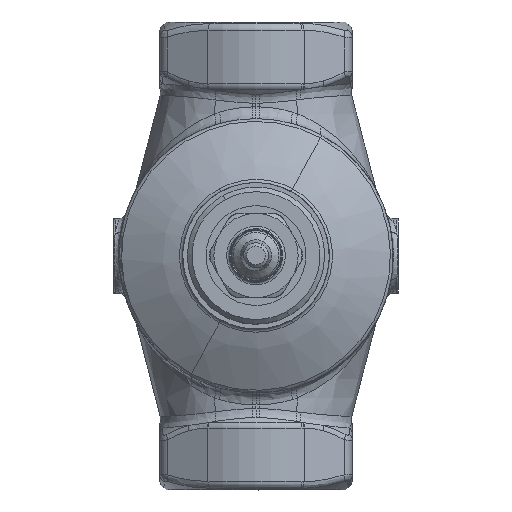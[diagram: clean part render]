
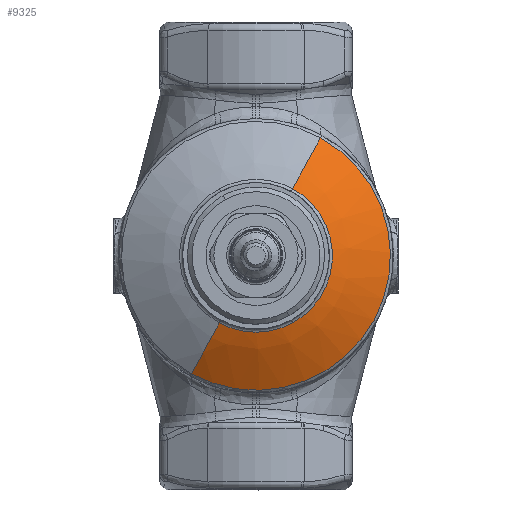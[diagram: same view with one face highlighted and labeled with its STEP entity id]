
A CAD part, top view. The second image highlights one B-rep face of the part: STEP entity #9325.
In plain terms, the highlighted face is a revolution surface.
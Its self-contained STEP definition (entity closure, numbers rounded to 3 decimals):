
#5115=CARTESIAN_POINT('Vertex',(-20.675,-37.846,31.604)) ;
#5122=CARTESIAN_POINT('Vertex',(20.675,37.846,31.604)) ;
#5162=CARTESIAN_POINT('Axis2P3D Location',(0.,0.,31.604)) ;
#9262=CARTESIAN_POINT('Control Point',(-20.675,-37.846,31.604)) ;
#9263=CARTESIAN_POINT('Control Point',(-17.913,-32.789,35.526)) ;
#9264=CARTESIAN_POINT('Control Point',(-14.903,-27.28,38.691)) ;
#9265=CARTESIAN_POINT('Control Point',(-11.748,-21.505,40.991)) ;
#9266=CARTESIAN_POINT('Vertex',(-11.748,-21.505,40.991)) ;
#9280=CARTESIAN_POINT('Vertex',(11.748,21.505,40.991)) ;
#9284=CARTESIAN_POINT('Control Point',(20.675,37.846,31.604)) ;
#9285=CARTESIAN_POINT('Control Point',(17.913,32.789,35.526)) ;
#9286=CARTESIAN_POINT('Control Point',(14.903,27.28,38.691)) ;
#9287=CARTESIAN_POINT('Control Point',(11.748,21.505,40.991)) ;
#9298=CARTESIAN_POINT('Control Point',(0.,43.125,31.604)) ;
#9299=CARTESIAN_POINT('Control Point',(0.,37.363,35.526)) ;
#9300=CARTESIAN_POINT('Control Point',(0.,31.085,38.691)) ;
#9301=CARTESIAN_POINT('Control Point',(0.,24.505,40.991)) ;
#9302=CARTESIAN_POINT('Axis1P Location',(0.,0.,-4.25)) ;
#9306=CARTESIAN_POINT('Axis2P3D Location',(0.,0.,40.991)) ;
#9310=CARTESIAN_POINT('Vertex',(11.748,-21.505,40.991)) ;
#9313=CARTESIAN_POINT('Axis2P3D Location',(0.,0.,40.991)) ;
#5163=DIRECTION('Axis2P3D Direction',(0.,-0.,1.)) ;
#9303=DIRECTION('Axis1P Direction',(0.,0.,-1.)) ;
#9307=DIRECTION('Axis2P3D Direction',(0.,0.,-1.)) ;
#9314=DIRECTION('Axis2P3D Direction',(0.,0.,-1.)) ;
#5164=AXIS2_PLACEMENT_3D('Circle Axis2P3D',#5162,#5163,$) ;
#9308=AXIS2_PLACEMENT_3D('Circle Axis2P3D',#9306,#9307,$) ;
#9315=AXIS2_PLACEMENT_3D('Circle Axis2P3D',#9313,#9314,$) ;
#9319=ORIENTED_EDGE('',*,*,#9288,.T.) ;
#9320=ORIENTED_EDGE('',*,*,#9312,.T.) ;
#9321=ORIENTED_EDGE('',*,*,#9317,.T.) ;
#9322=ORIENTED_EDGE('',*,*,#9268,.F.) ;
#9323=ORIENTED_EDGE('',*,*,#5166,.F.) ;
#9325=ADVANCED_FACE('Body.2',(#9324),#9305,.F.) ;
#9304=AXIS1_PLACEMENT('Revolution Surface Axis1P',#9302,#9303) ;
#9261=B_SPLINE_CURVE_WITH_KNOTS('',3,(#9262,#9263,#9264,#9265),.UNSPECIFIED.,.F.,.U.,(4,4),(77.853,98.765),.UNSPECIFIED.) ;
#9283=B_SPLINE_CURVE_WITH_KNOTS('',3,(#9284,#9285,#9286,#9287),.UNSPECIFIED.,.F.,.U.,(4,4),(77.853,98.765),.UNSPECIFIED.) ;
#9297=B_SPLINE_CURVE_WITH_KNOTS('',3,(#9298,#9299,#9300,#9301),.UNSPECIFIED.,.F.,.U.,(4,4),(77.853,98.765),.UNSPECIFIED.) ;
#5165=CIRCLE('generated circle',#5164,43.125) ;
#9309=CIRCLE('generated circle',#9308,24.505) ;
#9316=CIRCLE('generated circle',#9315,24.505) ;
#5166=EDGE_CURVE('',#5123,#5116,#5165,.F.) ;
#9268=EDGE_CURVE('',#5116,#9267,#9261,.T.) ;
#9288=EDGE_CURVE('',#5123,#9281,#9283,.T.) ;
#9312=EDGE_CURVE('',#9281,#9311,#9309,.T.) ;
#9317=EDGE_CURVE('',#9311,#9267,#9316,.T.) ;
#9318=EDGE_LOOP('',(#9319,#9320,#9321,#9322,#9323)) ;
#9324=FACE_OUTER_BOUND('',#9318,.T.) ;
#9305=SURFACE_OF_REVOLUTION('Surface of Revolution',#9297,#9304) ;
#5116=VERTEX_POINT('',#5115) ;
#5123=VERTEX_POINT('',#5122) ;
#9267=VERTEX_POINT('',#9266) ;
#9281=VERTEX_POINT('',#9280) ;
#9311=VERTEX_POINT('',#9310) ;
